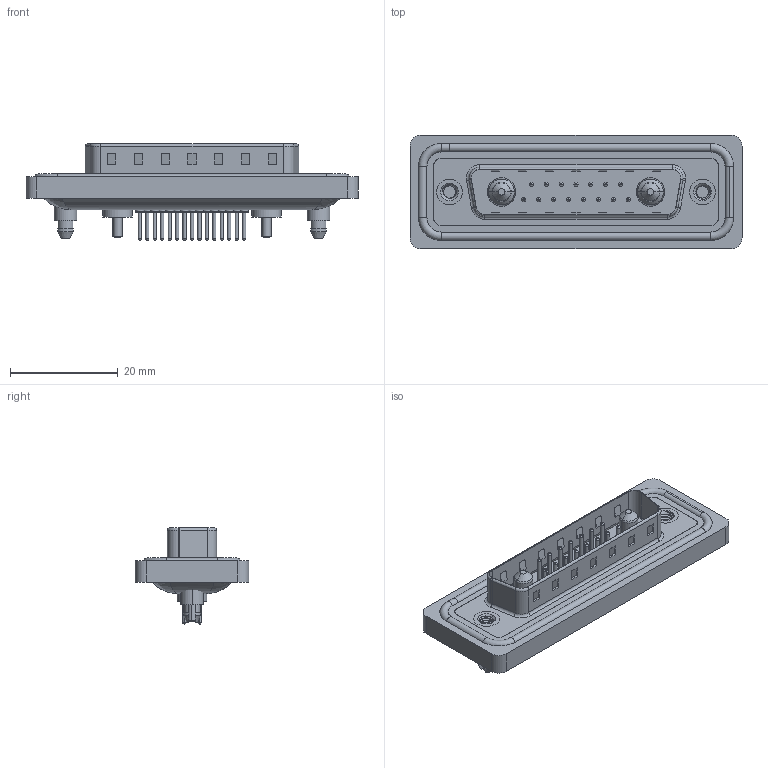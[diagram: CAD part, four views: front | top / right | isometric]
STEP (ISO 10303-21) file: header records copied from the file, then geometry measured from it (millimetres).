
FILE_DESCRIPTION (( 'STEP AP203' ), '1' );
FILE_NAME ('627W17W2624-1ND.STEP', '2024-03-19T20:47:34', ( '' ), ( '' ), 'SwSTEP 2.0', 'SolidWorks 2023', '' );
FILE_SCHEMA (( 'CONFIG_CONTROL_DESIGN' ));
Length unit declared in the file: millimetre
Products named in the file (10): 627Combo Waterproof Housing_25 Contacts; 627Combo Housing_17W2; Power Pin_10A S; 627W17W2624-1ND; 627Combo Threaded Boardlock_D; 627Combo Shell Rear_25 Contacts; 627Combo Contact Row 2_24; 627Combo Contact Row 1_24; 627Combo Shell Front_25 Contacts; 627Combo Threaded Boardlock_5
Assembly tree (23 placements, depth 2):
  627W17W2624-1ND
    627Combo Housing_17W2
    627Combo Waterproof Housing_25 Contacts
    627Combo Shell Rear_25 Contacts
    627Combo Shell Front_25 Contacts
    627Combo Threaded Boardlock_D
    Power Pin_10A S  x2
    627Combo Threaded Boardlock_5
    627Combo Contact Row 1_24  x7
    627Combo Contact Row 2_24  x8
Bounding box: 61.75 x 21.1 x 17.9 mm (x, y, z)
Volume: 7371.6 mm3; surface area: 12224.9 mm2
Topology: 26 solids, 26 shells, 1174 faces, 2651 edges, 1627 vertices
Faces by surface type: cylinder 476, plane 350, torus 308, cone 27, bspline 13
Entity records: 27938 total; most frequent: CARTESIAN_POINT 8223, DIRECTION 4015, ORIENTED_EDGE 3686, EDGE_CURVE 1843, AXIS2_PLACEMENT_3D 1556, VERTEX_POINT 1169, EDGE_LOOP 906, VECTOR 903
